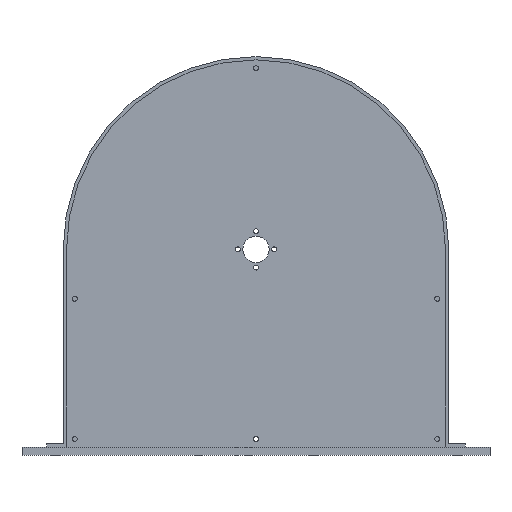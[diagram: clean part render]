
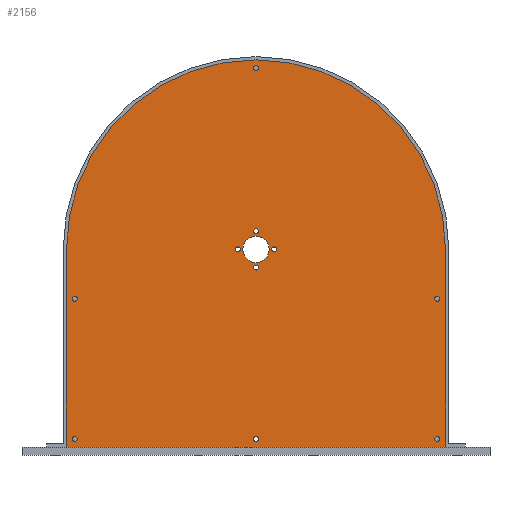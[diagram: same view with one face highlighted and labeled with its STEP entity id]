
A CAD part, front view. The second image highlights one B-rep face of the part: STEP entity #2156.
In plain terms, the highlighted planar face has unit normal (0, -1, 0).
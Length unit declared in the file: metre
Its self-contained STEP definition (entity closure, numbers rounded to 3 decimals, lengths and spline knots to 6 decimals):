
#61=PLANE('',#2474);
#159=LINE('',#3598,#263);
#163=LINE('',#3606,#267);
#166=LINE('',#3612,#270);
#263=VECTOR('',#3014,1.);
#267=VECTOR('',#3020,1.);
#270=VECTOR('',#3025,1.);
#733=ORIENTED_EDGE('',*,*,#1005,.F.);
#734=ORIENTED_EDGE('',*,*,#1003,.F.);
#735=ORIENTED_EDGE('',*,*,#1001,.F.);
#736=ORIENTED_EDGE('',*,*,#999,.F.);
#737=ORIENTED_EDGE('',*,*,#997,.F.);
#738=ORIENTED_EDGE('',*,*,#977,.T.);
#739=ORIENTED_EDGE('',*,*,#981,.T.);
#740=ORIENTED_EDGE('',*,*,#984,.F.);
#741=ORIENTED_EDGE('',*,*,#996,.T.);
#742=ORIENTED_EDGE('',*,*,#993,.F.);
#743=ORIENTED_EDGE('',*,*,#991,.F.);
#744=ORIENTED_EDGE('',*,*,#989,.F.);
#745=ORIENTED_EDGE('',*,*,#987,.F.);
#746=ORIENTED_EDGE('',*,*,#985,.F.);
#747=ORIENTED_EDGE('',*,*,#1007,.F.);
#977=EDGE_CURVE('',#1188,#1187,#159,.T.);
#981=EDGE_CURVE('',#1187,#1190,#163,.T.);
#984=EDGE_CURVE('',#1192,#1190,#166,.T.);
#985=EDGE_CURVE('',#1193,#1193,#1333,.T.);
#987=EDGE_CURVE('',#1195,#1195,#1335,.T.);
#989=EDGE_CURVE('',#1197,#1197,#1337,.T.);
#991=EDGE_CURVE('',#1199,#1199,#1339,.T.);
#993=EDGE_CURVE('',#1201,#1201,#1341,.T.);
#996=EDGE_CURVE('',#1192,#1188,#1344,.T.);
#997=EDGE_CURVE('',#1203,#1203,#1345,.T.);
#999=EDGE_CURVE('',#1205,#1205,#1347,.T.);
#1001=EDGE_CURVE('',#1207,#1207,#1349,.T.);
#1003=EDGE_CURVE('',#1209,#1209,#1351,.T.);
#1005=EDGE_CURVE('',#1211,#1211,#1353,.T.);
#1007=EDGE_CURVE('',#1213,#1213,#1355,.T.);
#1187=VERTEX_POINT('',#3597);
#1188=VERTEX_POINT('',#3599);
#1190=VERTEX_POINT('',#3605);
#1192=VERTEX_POINT('',#3611);
#1193=VERTEX_POINT('',#3615);
#1195=VERTEX_POINT('',#3620);
#1197=VERTEX_POINT('',#3625);
#1199=VERTEX_POINT('',#3630);
#1201=VERTEX_POINT('',#3635);
#1203=VERTEX_POINT('',#3643);
#1205=VERTEX_POINT('',#3648);
#1207=VERTEX_POINT('',#3653);
#1209=VERTEX_POINT('',#3658);
#1211=VERTEX_POINT('',#3663);
#1213=VERTEX_POINT('',#3668);
#1333=CIRCLE('',#2439,0.0015);
#1335=CIRCLE('',#2442,0.0015);
#1337=CIRCLE('',#2445,0.0015);
#1339=CIRCLE('',#2448,0.0015);
#1341=CIRCLE('',#2451,0.0015);
#1344=CIRCLE('',#2455,0.115);
#1345=CIRCLE('',#2457,0.008);
#1347=CIRCLE('',#2460,0.0015);
#1349=CIRCLE('',#2463,0.0015);
#1351=CIRCLE('',#2466,0.0015);
#1353=CIRCLE('',#2469,0.0015);
#1355=CIRCLE('',#2472,0.0015);
#1641=EDGE_LOOP('',(#733));
#1642=EDGE_LOOP('',(#734));
#1643=EDGE_LOOP('',(#735));
#1644=EDGE_LOOP('',(#736));
#1645=EDGE_LOOP('',(#737));
#1646=EDGE_LOOP('',(#738,#739,#740,#741));
#1647=EDGE_LOOP('',(#742));
#1648=EDGE_LOOP('',(#743));
#1649=EDGE_LOOP('',(#744));
#1650=EDGE_LOOP('',(#745));
#1651=EDGE_LOOP('',(#746));
#1652=EDGE_LOOP('',(#747));
#1949=FACE_BOUND('',#1641,.T.);
#1950=FACE_BOUND('',#1642,.T.);
#1951=FACE_BOUND('',#1643,.T.);
#1952=FACE_BOUND('',#1644,.T.);
#1953=FACE_BOUND('',#1645,.T.);
#1954=FACE_BOUND('',#1646,.T.);
#1955=FACE_BOUND('',#1647,.T.);
#1956=FACE_BOUND('',#1648,.T.);
#1957=FACE_BOUND('',#1649,.T.);
#1958=FACE_BOUND('',#1650,.T.);
#1959=FACE_BOUND('',#1651,.T.);
#1960=FACE_BOUND('',#1652,.T.);
#2156=ADVANCED_FACE('',(#1949,#1950,#1951,#1952,#1953,#1954,#1955,#1956,
#1957,#1958,#1959,#1960),#61,.T.);
#2439=AXIS2_PLACEMENT_3D('',#3614,#3028,#3029);
#2442=AXIS2_PLACEMENT_3D('',#3619,#3034,#3035);
#2445=AXIS2_PLACEMENT_3D('',#3624,#3040,#3041);
#2448=AXIS2_PLACEMENT_3D('',#3629,#3046,#3047);
#2451=AXIS2_PLACEMENT_3D('',#3634,#3052,#3053);
#2455=AXIS2_PLACEMENT_3D('',#3640,#3060,#3061);
#2457=AXIS2_PLACEMENT_3D('',#3642,#3064,#3065);
#2460=AXIS2_PLACEMENT_3D('',#3647,#3070,#3071);
#2463=AXIS2_PLACEMENT_3D('',#3652,#3076,#3077);
#2466=AXIS2_PLACEMENT_3D('',#3657,#3082,#3083);
#2469=AXIS2_PLACEMENT_3D('',#3662,#3088,#3089);
#2472=AXIS2_PLACEMENT_3D('',#3667,#3094,#3095);
#2474=AXIS2_PLACEMENT_3D('',#3671,#3098,#3099);
#3014=DIRECTION('',(0.,0.,-1.));
#3020=DIRECTION('',(1.,0.,0.));
#3025=DIRECTION('',(0.,0.,-1.));
#3028=DIRECTION('',(0.,-1.,0.));
#3029=DIRECTION('',(0.,0.,-1.));
#3034=DIRECTION('',(0.,-1.,0.));
#3035=DIRECTION('',(0.,0.,-1.));
#3040=DIRECTION('',(0.,-1.,0.));
#3041=DIRECTION('',(0.,0.,-1.));
#3046=DIRECTION('',(0.,-1.,0.));
#3047=DIRECTION('',(0.,0.,-1.));
#3052=DIRECTION('',(0.,-1.,0.));
#3053=DIRECTION('',(0.,0.,-1.));
#3060=DIRECTION('',(0.,-1.,0.));
#3061=DIRECTION('',(0.,0.,-1.));
#3064=DIRECTION('',(0.,-1.,0.));
#3065=DIRECTION('',(0.,0.,-1.));
#3070=DIRECTION('',(0.,-1.,0.));
#3071=DIRECTION('',(0.,0.,-1.));
#3076=DIRECTION('',(0.,-1.,0.));
#3077=DIRECTION('',(0.,0.,-1.));
#3082=DIRECTION('',(0.,-1.,0.));
#3083=DIRECTION('',(0.,0.,-1.));
#3088=DIRECTION('',(0.,-1.,0.));
#3089=DIRECTION('',(0.,0.,-1.));
#3094=DIRECTION('',(0.,-1.,0.));
#3095=DIRECTION('',(0.,0.,-1.));
#3098=DIRECTION('',(0.,-1.,0.));
#3099=DIRECTION('',(1.,0.,0.));
#3597=CARTESIAN_POINT('',(-0.115,-0.005,-0.12));
#3598=CARTESIAN_POINT('',(-0.115,-0.005,-0.02577));
#3599=CARTESIAN_POINT('',(-0.115,-0.005,0.));
#3605=CARTESIAN_POINT('',(0.115,-0.005,-0.12));
#3606=CARTESIAN_POINT('',(0.,-0.005,-0.12));
#3611=CARTESIAN_POINT('',(0.115,-0.005,0.));
#3612=CARTESIAN_POINT('',(0.115,-0.005,-0.02577));
#3614=CARTESIAN_POINT('',(0.11,-0.005,-0.115));
#3615=CARTESIAN_POINT('',(0.11,-0.005,-0.1165));
#3619=CARTESIAN_POINT('',(-0.11,-0.005,-0.115));
#3620=CARTESIAN_POINT('',(-0.11,-0.005,-0.1165));
#3624=CARTESIAN_POINT('',(0.11,-0.005,-0.03));
#3625=CARTESIAN_POINT('',(0.11,-0.005,-0.0315));
#3629=CARTESIAN_POINT('',(0.,-0.005,0.11));
#3630=CARTESIAN_POINT('',(0.,-0.005,0.1085));
#3634=CARTESIAN_POINT('',(-0.11,-0.005,-0.03));
#3635=CARTESIAN_POINT('',(-0.11,-0.005,-0.0315));
#3640=CARTESIAN_POINT('',(0.,-0.005,0.));
#3642=CARTESIAN_POINT('',(0.,-0.005,0.));
#3643=CARTESIAN_POINT('',(0.,-0.005,-0.008));
#3647=CARTESIAN_POINT('',(0.011,-0.005,0.));
#3648=CARTESIAN_POINT('',(0.011,-0.005,-0.0015));
#3652=CARTESIAN_POINT('',(0.,-0.005,-0.011));
#3653=CARTESIAN_POINT('',(0.,-0.005,-0.0125));
#3657=CARTESIAN_POINT('',(0.,-0.005,0.011));
#3658=CARTESIAN_POINT('',(0.,-0.005,0.0095));
#3662=CARTESIAN_POINT('',(-0.011,-0.005,0.));
#3663=CARTESIAN_POINT('',(-0.011,-0.005,-0.0015));
#3667=CARTESIAN_POINT('',(0.,-0.005,-0.115));
#3668=CARTESIAN_POINT('',(0.,-0.005,-0.1165));
#3671=CARTESIAN_POINT('',(0.,-0.005,-0.004));
